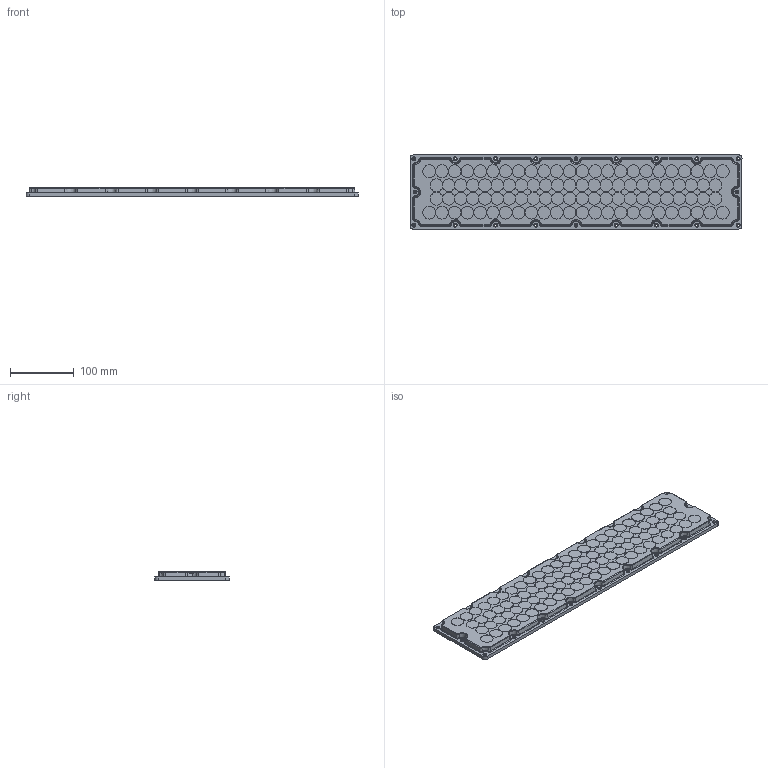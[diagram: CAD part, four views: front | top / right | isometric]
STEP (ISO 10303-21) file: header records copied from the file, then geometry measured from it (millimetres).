
FILE_DESCRIPTION (( 'STEP AP203' ), '1' );
FILE_NAME ('L288-6_QCD116520-96H1-T10-20200717-KH.STP', '2024-09-12T03:35:26', ( 'Windows 蚚誧' ), ( '' ), 'SwSTEP 2.0', 'SolidWorks 2019', '' );
FILE_SCHEMA (( 'CONFIG_CONTROL_DESIGN' ));
Products named in the file (1): L288-6_QCD116520-96H1-T10-20200717-KH
Bounding box: 520 x 116 x 13.93 mm (x, y, z)
Volume: 338749.3 mm3; surface area: 183410.7 mm2
Topology: 1 solids, 1 shells, 2250 faces, 5891 edges, 3772 vertices
Faces by surface type: bspline 831, plane 497, cylinder 469, cone 453
Entity records: 140073 total; most frequent: CARTESIAN_POINT 93630, ORIENTED_EDGE 11780, DIRECTION 6521, EDGE_CURVE 5890, VERTEX_POINT 3772, B_SPLINE_CURVE_WITH_KNOTS 3215, AXIS2_PLACEMENT_3D 2625, EDGE_LOOP 2420
